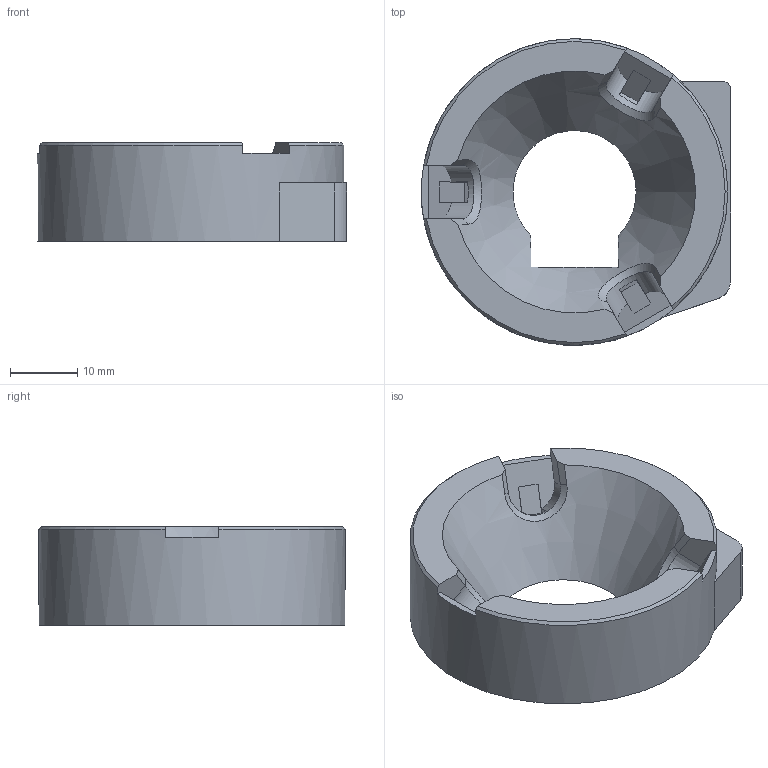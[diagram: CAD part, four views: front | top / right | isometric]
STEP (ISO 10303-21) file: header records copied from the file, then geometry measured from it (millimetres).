
FILE_DESCRIPTION(('FreeCAD Model'),'2;1');
FILE_NAME('Open CASCADE Shape Model','2025-05-28T09:42:54',(''),(''), 'Open CASCADE STEP processor 7.8','FreeCAD','Unknown');
FILE_SCHEMA(('AUTOMOTIVE_DESIGN { 1 0 10303 214 1 1 1 1 }'));
Length unit declared in the file: millimetre
Products named in the file (1): TrackballCarrier
Bounding box: 45.96 x 45.6 x 14.7 mm (x, y, z)
Volume: 14762.3 mm3; surface area: 6219 mm2
Topology: 1 solids, 1 shells, 67 faces, 183 edges, 119 vertices
Faces by surface type: plane 43, bspline 9, cylinder 8, cone 7
Full cylindrical faces by diameter (mm): 3.2 x2, 45.6 x1
Entity records: 3261 total; most frequent: CARTESIAN_POINT 1579, ORIENTED_EDGE 366, DIRECTION 319, EDGE_CURVE 183, VERTEX_POINT 119, AXIS2_PLACEMENT_3D 107, LINE 105, VECTOR 105
